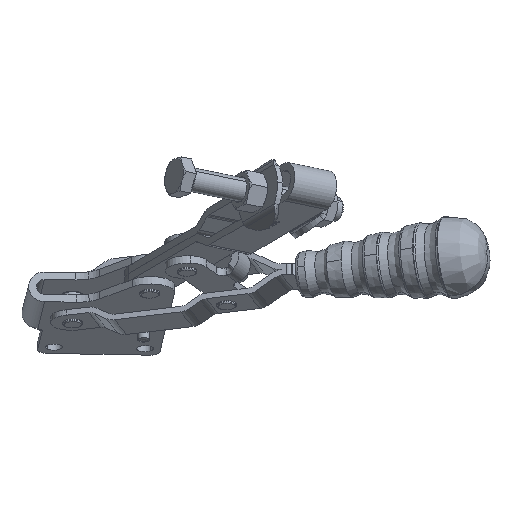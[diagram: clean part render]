
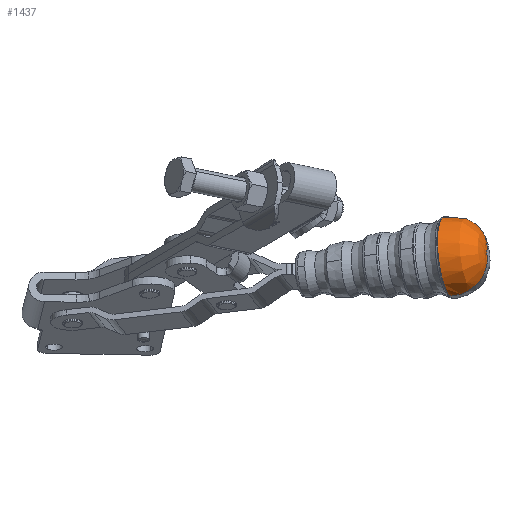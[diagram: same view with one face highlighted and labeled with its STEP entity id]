
A CAD part, top view. The second image highlights one B-rep face of the part: STEP entity #1437.
In plain terms, the highlighted free-form (B-spline) face has degree [2, 2] with [5, 9] control points.
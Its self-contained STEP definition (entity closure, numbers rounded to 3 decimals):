
#1319=CARTESIAN_POINT('',(98.684,-40.314,132.554));
#1320=VERTEX_POINT('',#1319);
#1328=CARTESIAN_POINT('',(92.527,-13.839,143.899));
#1329=VERTEX_POINT('',#1328);
#1330=CARTESIAN_POINT('',(98.356,-20.842,125.171));
#1331=DIRECTION('',(-0.96,-0.113,-0.256));
#1332=DIRECTION('',(0.28,-0.336,-0.899));
#1333=AXIS2_PLACEMENT_3D('',#1330,#1331,#1332);
#1334=CIRCLE('',#1333,20.827);
#1335=EDGE_CURVE('',#1320,#1329,#1334,.T.);
#1356=CARTESIAN_POINT('',(117.391,-18.594,130.255));
#1357=CARTESIAN_POINT('',(119.573,-30.015,135.205));
#1358=CARTESIAN_POINT('',(109.089,-37.043,134.57));
#1359=CARTESIAN_POINT('',(98.605,-44.071,133.934));
#1360=CARTESIAN_POINT('',(89.301,-37.424,128.552));
#1361=CARTESIAN_POINT('',(117.391,-18.594,130.255));
#1362=CARTESIAN_POINT('',(123.063,-34.208,123.994));
#1363=CARTESIAN_POINT('',(114.309,-43.314,117.801));
#1364=CARTESIAN_POINT('',(105.554,-52.42,111.608));
#1365=CARTESIAN_POINT('',(93.936,-42.991,113.663));
#1366=CARTESIAN_POINT('',(117.391,-18.594,130.255));
#1367=CARTESIAN_POINT('',(122.867,-22.551,119.574));
#1368=CARTESIAN_POINT('',(114.015,-25.879,111.191));
#1369=CARTESIAN_POINT('',(105.163,-29.208,102.807));
#1370=CARTESIAN_POINT('',(93.675,-27.51,107.793));
#1371=CARTESIAN_POINT('',(117.391,-18.594,130.255));
#1372=CARTESIAN_POINT('',(122.671,-10.895,115.155));
#1373=CARTESIAN_POINT('',(113.721,-8.445,104.58));
#1374=CARTESIAN_POINT('',(104.772,-5.995,94.005));
#1375=CARTESIAN_POINT('',(93.414,-12.029,101.922));
#1376=CARTESIAN_POINT('',(117.391,-18.594,130.255));
#1377=CARTESIAN_POINT('',(119.181,-6.703,126.366));
#1378=CARTESIAN_POINT('',(108.502,-2.175,121.348));
#1379=CARTESIAN_POINT('',(97.823,2.353,116.331));
#1380=CARTESIAN_POINT('',(88.779,-6.462,116.812));
#1381=CARTESIAN_POINT('',(117.391,-18.594,130.255));
#1382=CARTESIAN_POINT('',(115.691,-2.511,137.577));
#1383=CARTESIAN_POINT('',(103.282,4.096,138.117));
#1384=CARTESIAN_POINT('',(90.873,10.702,138.657));
#1385=CARTESIAN_POINT('',(84.145,-0.894,131.702));
#1386=CARTESIAN_POINT('',(117.391,-18.594,130.255));
#1387=CARTESIAN_POINT('',(115.887,-14.167,141.996));
#1388=CARTESIAN_POINT('',(103.576,-13.339,144.727));
#1389=CARTESIAN_POINT('',(91.264,-12.51,147.458));
#1390=CARTESIAN_POINT('',(84.405,-16.375,137.572));
#1391=CARTESIAN_POINT('',(117.391,-18.594,130.255));
#1392=CARTESIAN_POINT('',(116.084,-25.823,146.416));
#1393=CARTESIAN_POINT('',(103.869,-30.773,151.338));
#1394=CARTESIAN_POINT('',(91.655,-35.723,156.26));
#1395=CARTESIAN_POINT('',(84.666,-31.856,143.442));
#1396=CARTESIAN_POINT('',(117.391,-18.594,130.255));
#1397=CARTESIAN_POINT('',(119.573,-30.015,135.205));
#1398=CARTESIAN_POINT('',(109.089,-37.043,134.57));
#1399=CARTESIAN_POINT('',(98.605,-44.071,133.934));
#1400=CARTESIAN_POINT('',(89.301,-37.424,128.552));
#1408=(BOUNDED_SURFACE()B_SPLINE_SURFACE(2,2,((#1356,#1361,#1366,#1371,#1376,#1381,#1386,#1391,#1396),(#1357,#1362,#1367,#1372,#1377,#1382,#1387,#1392,#1397),(#1358,#1363,#1368,#1373,#1378,#1383,#1388,#1393,#1398),(#1359,#1364,#1369,#1374,#1379,#1384,#1389,#1394,#1399),(#1360,#1365,#1370,#1375,#1380,#1385,#1390,#1395,#1400)),.UNSPECIFIED.,.F.,.T.,.U.)B_SPLINE_SURFACE_WITH_KNOTS((3,2,3),(3,2,2,2,3),(-1.735,-0.511,0.713),(0.0,1.571,3.142,4.712,6.283),.UNSPECIFIED.)GEOMETRIC_REPRESENTATION_ITEM()RATIONAL_B_SPLINE_SURFACE(((1.0,0.707,1.0,0.707,1.0,0.707,1.0,0.707,1.0),(0.818,0.579,0.818,0.579,0.818,0.579,0.818,0.579,0.818),(1.0,0.707,1.0,0.707,1.0,0.707,1.0,0.707,1.0),(0.818,0.579,0.818,0.579,0.818,0.579,0.818,0.579,0.818),(1.0,0.707,1.0,0.707,1.0,0.707,1.0,0.707,1.0)))REPRESENTATION_ITEM('')SURFACE());
#1409=CARTESIAN_POINT('',(117.391,-18.594,130.255));
#1410=VERTEX_POINT('',#1409);
#1411=CARTESIAN_POINT('',(100.392,-23.362,126.747));
#1412=DIRECTION('',(-0.28,0.336,0.899));
#1413=DIRECTION('',(0.016,-0.935,0.355));
#1414=AXIS2_PLACEMENT_3D('',#1411,#1412,#1413);
#1415=CIRCLE('',#1414,18.);
#1416=EDGE_CURVE('',#1320,#1410,#1415,.T.);
#1417=ORIENTED_EDGE('',*,*,#1416,.T.);
#1418=CARTESIAN_POINT('',(98.029,-1.37,117.787));
#1419=VERTEX_POINT('',#1418);
#1420=CARTESIAN_POINT('',(100.3,-17.852,124.657));
#1421=DIRECTION('',(-0.28,0.336,0.899));
#1422=DIRECTION('',(-0.016,0.935,-0.355));
#1423=AXIS2_PLACEMENT_3D('',#1420,#1421,#1422);
#1424=CIRCLE('',#1423,18.);
#1425=EDGE_CURVE('',#1410,#1419,#1424,.T.);
#1426=ORIENTED_EDGE('',*,*,#1425,.T.);
#1427=CARTESIAN_POINT('',(98.356,-20.842,125.171));
#1428=DIRECTION('',(-0.96,-0.113,-0.256));
#1429=DIRECTION('',(0.28,-0.336,-0.899));
#1430=AXIS2_PLACEMENT_3D('',#1427,#1428,#1429);
#1431=CIRCLE('',#1430,20.827);
#1432=EDGE_CURVE('',#1329,#1419,#1431,.T.);
#1433=ORIENTED_EDGE('',*,*,#1432,.F.);
#1434=ORIENTED_EDGE('',*,*,#1335,.F.);
#1435=EDGE_LOOP('',(#1417,#1426,#1433,#1434));
#1436=FACE_OUTER_BOUND('',#1435,.T.);
#1437=ADVANCED_FACE('',(#1436),#1408,.T.);
